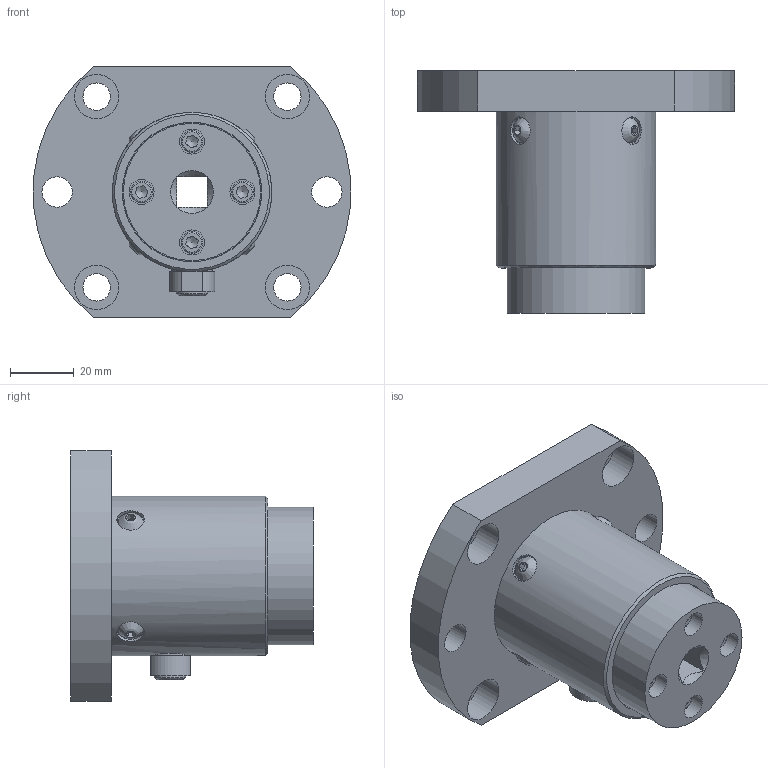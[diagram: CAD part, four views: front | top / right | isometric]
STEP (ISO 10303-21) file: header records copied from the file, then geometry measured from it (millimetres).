
FILE_DESCRIPTION((''),'2;1');
FILE_NAME('100 - 500 IN-LB.stp','2011-04-25T07:55:14',('thomasl'),(''),'Autodesk Inventor 2011','Autodesk Inventor 2011','');
FILE_SCHEMA(('AUTOMOTIVE_DESIGN { 1 0 10303 214 1 1 1 1 }'));
Length unit declared in the file: inch
Products named in the file (2): 100 - 500 IN-LB (SubstituteLevelofDetail1); 100 - 500 IN-LB_Substitute_1
Assembly tree (1 placements, depth 2):
  100 - 500 IN-LB (SubstituteLevelofDetail1)
    100 - 500 IN-LB_Substitute_1
Bounding box: 99.74 x 76.2 x 78.74 mm (x, y, z)
Volume: 169576.9 mm3; surface area: 51822.1 mm2
Topology: 1 solids, 21 shells, 342 faces, 735 edges, 489 vertices
Faces by surface type: plane 181, cylinder 103, cone 38, torus 16, bspline 4
Full cylindrical faces by diameter (mm): 0.711 x4, 1.27 x4, 3.454 x12, 3.531 x4, 4.166 x12, 4.445 x1, 4.572 x8, 5.105 x4, 6.858 x8, 6.912 x1, 6.985 x1, 7.874 x8, 7.925 x4, 8.611 x4, 8.636 x4, 9.525 x2, 9.906 x1, 12.7 x1, 13.97 x4, 16.764 x1, 16.891 x1, 18.948 x1, 19.05 x2, 38.1 x1, 43.18 x1, 43.815 x1, 43.866 x1, 50.165 x1
Entity records: 9131 total; most frequent: CARTESIAN_POINT 2144, DIRECTION 1374, ORIENTED_EDGE 1024, EDGE_LOOP 588, AXIS2_PLACEMENT_3D 573, EDGE_CURVE 512, VERTEX_POINT 418, STYLED_ITEM 343
